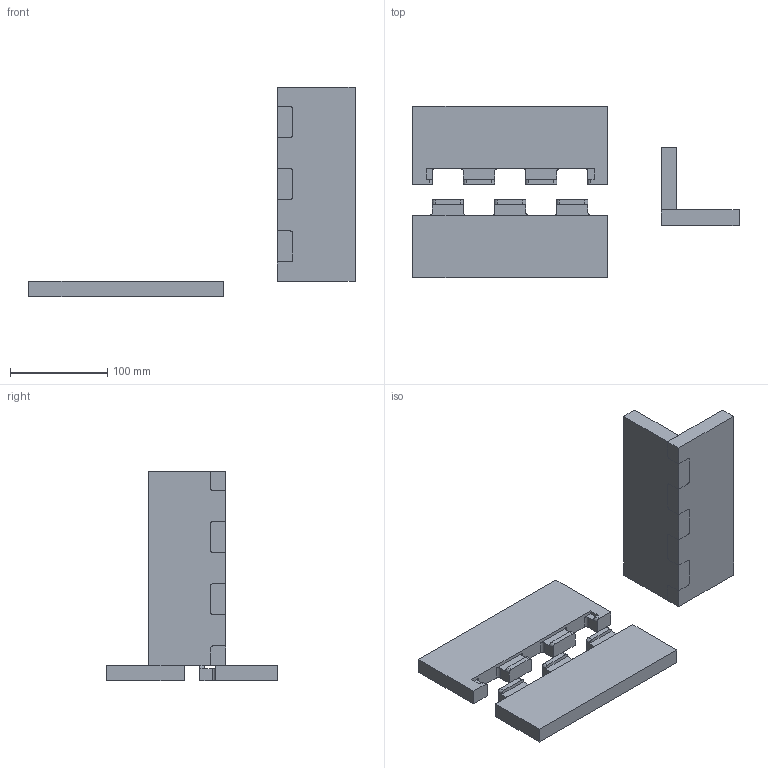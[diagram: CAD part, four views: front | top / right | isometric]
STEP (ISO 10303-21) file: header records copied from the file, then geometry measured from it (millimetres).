
FILE_DESCRIPTION(/* description */ (''),/* implementation_level */ '2;1');
FILE_NAME(/* name */ 'fillet-joint-two-sided',/* time_stamp */ '2025-09-02T17:39:42+02:00',/* author */ (''),/* organization */ (''),/* preprocessor_version */ 'ST-DEVELOPER v16.5',/* originating_system */ 'Rhino 7.38',/* authorisation */ '');
FILE_SCHEMA (('CONFIG_CONTROL_DESIGN'));
Length unit declared in the file: millimetre
Products named in the file (1): Document
Bounding box: 335.56 x 176 x 216 mm (x, y, z)
Volume: 908626.7 mm3; surface area: 157271.2 mm2
Topology: 4 solids, 4 shells, 152 faces, 432 edges, 288 vertices
Faces by surface type: plane 104, cylinder 48
Entity records: 4432 total; most frequent: CARTESIAN_POINT 1502, ORIENTED_EDGE 864, EDGE_CURVE 432, B_SPLINE_CURVE_WITH_KNOTS 336, VERTEX_POINT 288, DIRECTION 156, AXIS2_PLACEMENT_3D 154, ADVANCED_FACE 152
